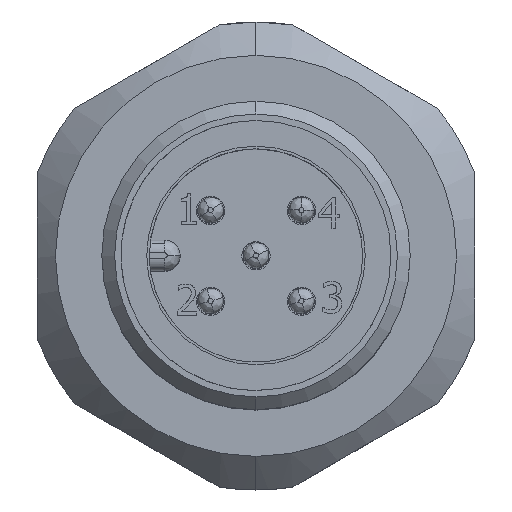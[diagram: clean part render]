
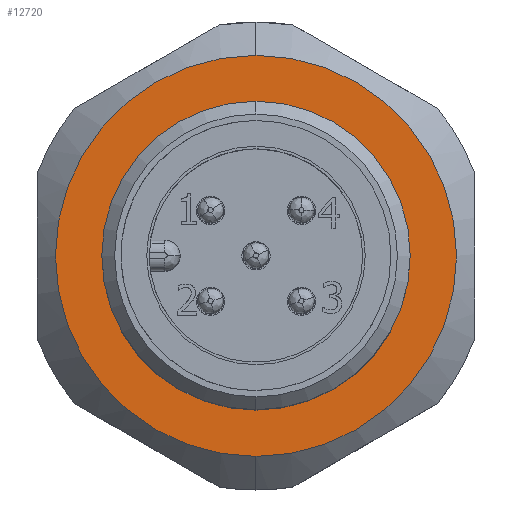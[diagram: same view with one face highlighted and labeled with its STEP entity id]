
A CAD part, top view. The second image highlights one B-rep face of the part: STEP entity #12720.
In plain terms, the highlighted planar face has unit normal (0, 0, 1).
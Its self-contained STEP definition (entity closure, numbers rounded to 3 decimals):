
#12654=AXIS2_PLACEMENT_3D('Circle Axis2P3D',#12652,#12653,$) ;
#12677=AXIS2_PLACEMENT_3D('Circle Axis2P3D',#12675,#12676,$) ;
#12696=AXIS2_PLACEMENT_3D('Plane Axis2P3D',#12693,#12694,#12695) ;
#12704=AXIS2_PLACEMENT_3D('Circle Axis2P3D',#12702,#12703,$) ;
#12713=AXIS2_PLACEMENT_3D('Circle Axis2P3D',#12711,#12712,$) ;
#12642=CARTESIAN_POINT('Vertex',(8.5,1.3,13.3)) ;
#12649=CARTESIAN_POINT('Vertex',(8.5,16.9,13.3)) ;
#12652=CARTESIAN_POINT('Axis2P3D Location',(8.5,9.1,13.3)) ;
#12675=CARTESIAN_POINT('Axis2P3D Location',(8.5,9.1,13.3)) ;
#12693=CARTESIAN_POINT('Axis2P3D Location',(8.5,1.55,13.3)) ;
#12702=CARTESIAN_POINT('Axis2P3D Location',(8.5,9.1,13.3)) ;
#12706=CARTESIAN_POINT('Vertex',(8.5,15.1,13.3)) ;
#12708=CARTESIAN_POINT('Vertex',(8.5,3.1,13.3)) ;
#12711=CARTESIAN_POINT('Axis2P3D Location',(8.5,9.1,13.3)) ;
#12653=DIRECTION('Axis2P3D Direction',(0.,0.,-1.)) ;
#12676=DIRECTION('Axis2P3D Direction',(0.,0.,-1.)) ;
#12694=DIRECTION('Axis2P3D Direction',(0.,0.,1.)) ;
#12695=DIRECTION('Axis2P3D XDirection',(-1.,0.,0.)) ;
#12703=DIRECTION('Axis2P3D Direction',(0.,0.,1.)) ;
#12712=DIRECTION('Axis2P3D Direction',(0.,0.,1.)) ;
#12699=ORIENTED_EDGE('',*,*,#12679,.T.) ;
#12700=ORIENTED_EDGE('',*,*,#12656,.T.) ;
#12717=ORIENTED_EDGE('',*,*,#12710,.F.) ;
#12718=ORIENTED_EDGE('',*,*,#12715,.F.) ;
#12719=FACE_BOUND('',#12716,.T.) ;
#12720=ADVANCED_FACE('V2',(#12701,#12719),#12697,.T.) ;
#12655=CIRCLE('generated circle',#12654,7.8) ;
#12678=CIRCLE('generated circle',#12677,7.8) ;
#12705=CIRCLE('generated circle',#12704,6.) ;
#12714=CIRCLE('generated circle',#12713,6.) ;
#12656=EDGE_CURVE('',#12643,#12650,#12655,.F.) ;
#12679=EDGE_CURVE('',#12650,#12643,#12678,.F.) ;
#12710=EDGE_CURVE('',#12707,#12709,#12705,.T.) ;
#12715=EDGE_CURVE('',#12709,#12707,#12714,.T.) ;
#12698=EDGE_LOOP('',(#12699,#12700)) ;
#12716=EDGE_LOOP('',(#12717,#12718)) ;
#12701=FACE_OUTER_BOUND('',#12698,.T.) ;
#12697=PLANE('',#12696) ;
#12643=VERTEX_POINT('',#12642) ;
#12650=VERTEX_POINT('',#12649) ;
#12707=VERTEX_POINT('',#12706) ;
#12709=VERTEX_POINT('',#12708) ;
